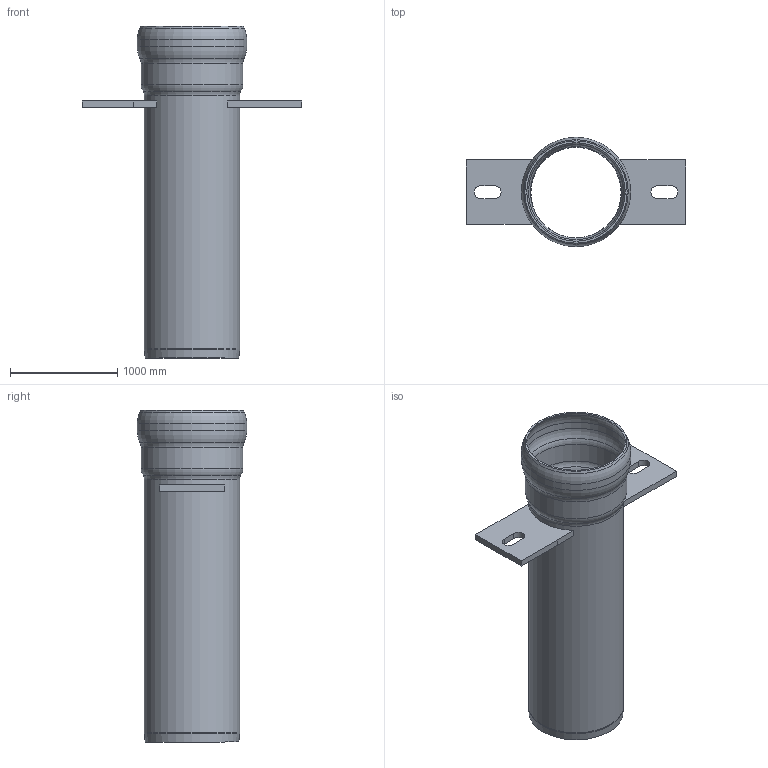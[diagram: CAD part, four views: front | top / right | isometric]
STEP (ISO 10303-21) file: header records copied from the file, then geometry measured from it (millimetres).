
FILE_DESCRIPTION(/* description */ (''),/* implementation_level */ '2;1');
FILE_NAME(/* name */ '82614.080X_3D.stp',/* time_stamp */ '2024-12-11T08:40:18+01:00',/* author */ ('CAD'),/* organization */ (''),/* preprocessor_version */ 'ST-DEVELOPER v20',/* originating_system */ 'AutoCAD Mechanical',/* authorisation */ '');
FILE_SCHEMA (('AUTOMOTIVE_DESIGN { 1 0 10303 214 3 1 1 }'));
Length unit declared in the file: centimetre
Products named in the file (2): Product; *S0
Assembly tree (1 placements, depth 2):
  Product
    *S0
Bounding box: 2049 x 1022 x 3100 mm (x, y, z)
Volume: 180827336.2 mm3; surface area: 19323699.5 mm2
Topology: 3 solids, 3 shells, 48 faces, 116 edges, 74 vertices
Faces by surface type: plane 20, torus 12, cylinder 12, cone 4
Full cylindrical faces by diameter (mm): 858 x1, 890 x1, 920 x1, 952 x1, 990 x1, 1022 x1
Entity records: 1487 total; most frequent: DIRECTION 276, CARTESIAN_POINT 243, ORIENTED_EDGE 232, EDGE_CURVE 116, AXIS2_PLACEMENT_3D 109, VERTEX_POINT 76, LINE 58, VECTOR 58
